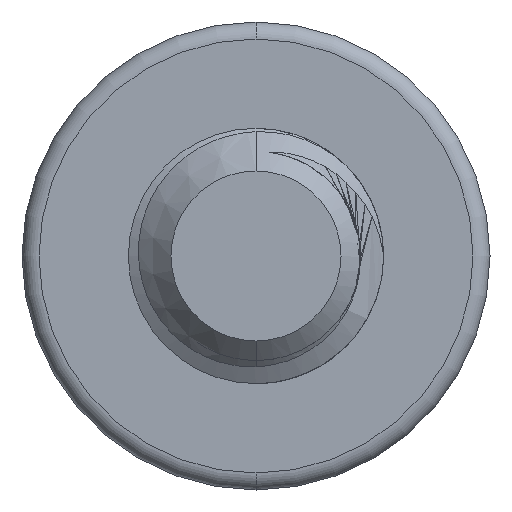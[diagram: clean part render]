
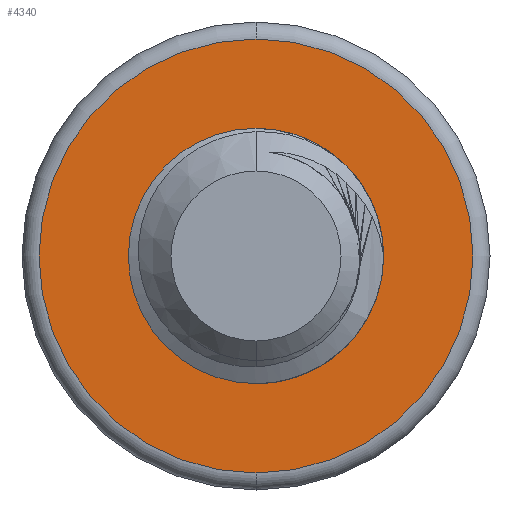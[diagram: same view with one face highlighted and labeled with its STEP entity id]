
A CAD part, front view. The second image highlights one B-rep face of the part: STEP entity #4340.
In plain terms, the highlighted planar face has unit normal (0, -1, 0).
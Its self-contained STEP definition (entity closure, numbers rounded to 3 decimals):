
#160 = CARTESIAN_POINT ( 'NONE',  ( -1.07, 35., 0.695 ) ) ;
#324 = VERTEX_POINT ( 'NONE', #11779 ) ;
#530 = CIRCLE ( 'NONE', #10505, 2.55 ) ;
#568 = CARTESIAN_POINT ( 'NONE',  ( 0., 35., 0. ) ) ;
#1015 = EDGE_CURVE ( 'NONE', #12898, #6179, #5977, .T. ) ;
#1219 = EDGE_CURVE ( 'NONE', #7994, #12898, #11879, .T. ) ;
#1246 = CARTESIAN_POINT ( 'NONE',  ( -1.23, 35., -0.16 ) ) ;
#1376 = CARTESIAN_POINT ( 'NONE',  ( -0.751, 35., -0.986 ) ) ;
#1482 = B_SPLINE_CURVE_WITH_KNOTS ( 'NONE', 3,
 ( #4505, #2297, #1376, #6766, #3199, #3351, #1246, #11115, #5706, #7763 ),
 .UNSPECIFIED., .F., .F.,
 ( 4, 2, 2, 2, 4 ),
 ( 0., 0., 0.001, 0.001, 0.002 ),
 .UNSPECIFIED. ) ;
#1561 = DIRECTION ( 'NONE',  ( 0., -1., 0. ) ) ;
#1567 = EDGE_LOOP ( 'NONE', ( #2242, #14040 ) ) ;
#1834 = AXIS2_PLACEMENT_3D ( 'NONE', #1887, #5224, #3016 ) ;
#1887 = CARTESIAN_POINT ( 'NONE',  ( 0., 35., 0. ) ) ;
#2195 = CARTESIAN_POINT ( 'NONE',  ( 1.07, 35., 1.051 ) ) ;
#2242 = ORIENTED_EDGE ( 'NONE', *, *, #11235, .T. ) ;
#2269 = CARTESIAN_POINT ( 'NONE',  ( -0.409, 35., 1.304 ) ) ;
#2297 = CARTESIAN_POINT ( 'NONE',  ( -0.613, 35., -1.078 ) ) ;
#2495 = VERTEX_POINT ( 'NONE', #4273 ) ;
#3016 = DIRECTION ( 'NONE',  ( 0., 0., 1. ) ) ;
#3097 = EDGE_LOOP ( 'NONE', ( #11503, #7625, #3365, #10260 ) ) ;
#3113 = B_SPLINE_CURVE_WITH_KNOTS ( 'NONE', 3,
 ( #5468, #160, #5318, #11942, #2269, #12918, #8585, #7658, #12012, #2195 ),
 .UNSPECIFIED., .F., .F.,
 ( 4, 2, 2, 2, 4 ),
 ( 0., 0.001, 0.001, 0.002, 0.003 ),
 .UNSPECIFIED. ) ;
#3162 = CARTESIAN_POINT ( 'NONE',  ( 1.175, 35., -0.82 ) ) ;
#3199 = CARTESIAN_POINT ( 'NONE',  ( -1.073, 35., -0.621 ) ) ;
#3228 = CARTESIAN_POINT ( 'NONE',  ( 1.012, 35., -0.982 ) ) ;
#3233 = CARTESIAN_POINT ( 'NONE',  ( -0.038, 35., -1.298 ) ) ;
#3241 = CARTESIAN_POINT ( 'NONE',  ( -0.461, 35., -1.14 ) ) ;
#3351 = CARTESIAN_POINT ( 'NONE',  ( -1.198, 35., -0.322 ) ) ;
#3365 = ORIENTED_EDGE ( 'NONE', *, *, #11995, .T. ) ;
#3920 = CARTESIAN_POINT ( 'NONE',  ( 0.629, 35., -1.214 ) ) ;
#4273 = CARTESIAN_POINT ( 'NONE',  ( -1.133, 35., 0.477 ) ) ;
#4302 = CARTESIAN_POINT ( 'NONE',  ( 1.5, 35., 0. ) ) ;
#4340 = ADVANCED_FACE ( 'NONE', ( #11632, #12626 ), #5083, .F. ) ;
#4505 = CARTESIAN_POINT ( 'NONE',  ( -0.461, 35., -1.14 ) ) ;
#4692 = CARTESIAN_POINT ( 'NONE',  ( 0., 35., 0. ) ) ;
#4820 = DIRECTION ( 'NONE',  ( 0., 1., 0. ) ) ;
#5083 = PLANE ( 'NONE',  #13148 ) ;
#5224 = DIRECTION ( 'NONE',  ( 0., -1., 0. ) ) ;
#5318 = CARTESIAN_POINT ( 'NONE',  ( -0.947, 35., 0.891 ) ) ;
#5468 = CARTESIAN_POINT ( 'NONE',  ( -1.133, 35., 0.477 ) ) ;
#5706 = CARTESIAN_POINT ( 'NONE',  ( -1.197, 35., 0.326 ) ) ;
#5909 = CARTESIAN_POINT ( 'NONE',  ( 1.5, 35., 0. ) ) ;
#5968 = CARTESIAN_POINT ( 'NONE',  ( 0., 35., 0. ) ) ;
#5977 = B_SPLINE_CURVE_WITH_KNOTS ( 'NONE', 3,
 ( #4302, #7435, #11783, #8571, #12974, #3162, #3228, #3920, #9469, #3233, #11931, #3241 ),
 .UNSPECIFIED., .F., .F.,
 ( 4, 2, 2, 2, 2, 4 ),
 ( 0., 0., 0.001, 0.001, 0.002, 0.003 ),
 .UNSPECIFIED. ) ;
#6179 = VERTEX_POINT ( 'NONE', #8031 ) ;
#6419 = AXIS2_PLACEMENT_3D ( 'NONE', #4692, #12573, #9246 ) ;
#6766 = CARTESIAN_POINT ( 'NONE',  ( -0.981, 35., -0.759 ) ) ;
#7435 = CARTESIAN_POINT ( 'NONE',  ( 1.491, 35., -0.112 ) ) ;
#7625 = ORIENTED_EDGE ( 'NONE', *, *, #1015, .T. ) ;
#7658 = CARTESIAN_POINT ( 'NONE',  ( 0.694, 35., 1.305 ) ) ;
#7763 = CARTESIAN_POINT ( 'NONE',  ( -1.133, 35., 0.477 ) ) ;
#7823 = CARTESIAN_POINT ( 'NONE',  ( 1.07, 35., 1.051 ) ) ;
#7879 = DIRECTION ( 'NONE',  ( 0., 0., 1. ) ) ;
#7994 = VERTEX_POINT ( 'NONE', #7823 ) ;
#8031 = CARTESIAN_POINT ( 'NONE',  ( -0.461, 35., -1.14 ) ) ;
#8258 = EDGE_CURVE ( 'NONE', #2495, #7994, #3113, .T. ) ;
#8571 = CARTESIAN_POINT ( 'NONE',  ( 1.399, 35., -0.433 ) ) ;
#8585 = CARTESIAN_POINT ( 'NONE',  ( 0.257, 35., 1.413 ) ) ;
#8638 = VERTEX_POINT ( 'NONE', #11567 ) ;
#9154 = DIRECTION ( 'NONE',  ( 0., 0., 1. ) ) ;
#9246 = DIRECTION ( 'NONE',  ( 0., 0., 1. ) ) ;
#9469 = CARTESIAN_POINT ( 'NONE',  ( 0.409, 35., -1.283 ) ) ;
#10260 = ORIENTED_EDGE ( 'NONE', *, *, #8258, .T. ) ;
#10505 = AXIS2_PLACEMENT_3D ( 'NONE', #5968, #1561, #7879 ) ;
#11115 = CARTESIAN_POINT ( 'NONE',  ( -1.229, 35., 0.166 ) ) ;
#11235 = EDGE_CURVE ( 'NONE', #8638, #324, #13385, .T. ) ;
#11503 = ORIENTED_EDGE ( 'NONE', *, *, #1219, .T. ) ;
#11567 = CARTESIAN_POINT ( 'NONE',  ( 0., 35., 2.55 ) ) ;
#11632 = FACE_OUTER_BOUND ( 'NONE', #1567, .T. ) ;
#11779 = CARTESIAN_POINT ( 'NONE',  ( 0., 35., -2.55 ) ) ;
#11783 = CARTESIAN_POINT ( 'NONE',  ( 1.468, 35., -0.222 ) ) ;
#11879 = CIRCLE ( 'NONE', #6419, 1.5 ) ;
#11931 = CARTESIAN_POINT ( 'NONE',  ( -0.262, 35., -1.247 ) ) ;
#11942 = CARTESIAN_POINT ( 'NONE',  ( -0.617, 35., 1.196 ) ) ;
#11995 = EDGE_CURVE ( 'NONE', #6179, #2495, #1482, .T. ) ;
#12012 = CARTESIAN_POINT ( 'NONE',  ( 0.897, 35., 1.197 ) ) ;
#12573 = DIRECTION ( 'NONE',  ( 0., 1., 0. ) ) ;
#12626 = FACE_BOUND ( 'NONE', #3097, .T. ) ;
#12898 = VERTEX_POINT ( 'NONE', #5909 ) ;
#12918 = CARTESIAN_POINT ( 'NONE',  ( 0.026, 35., 1.412 ) ) ;
#12974 = CARTESIAN_POINT ( 'NONE',  ( 1.35, 35., -0.536 ) ) ;
#13148 = AXIS2_PLACEMENT_3D ( 'NONE', #568, #4820, #9154 ) ;
#13377 = EDGE_CURVE ( 'NONE', #324, #8638, #530, .T. ) ;
#13385 = CIRCLE ( 'NONE', #1834, 2.55 ) ;
#14040 = ORIENTED_EDGE ( 'NONE', *, *, #13377, .T. ) ;
